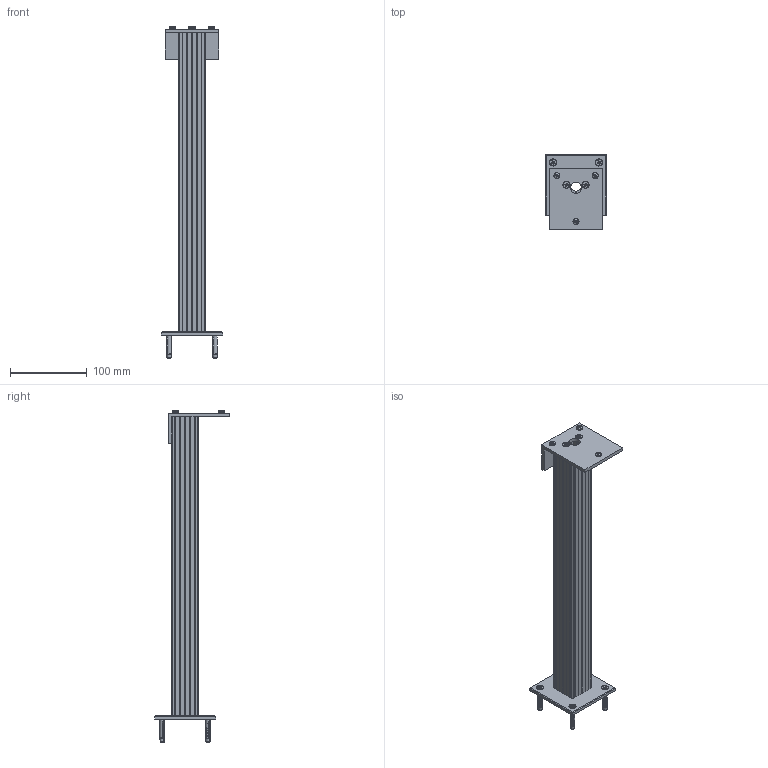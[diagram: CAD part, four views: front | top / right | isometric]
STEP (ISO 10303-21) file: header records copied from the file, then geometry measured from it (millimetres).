
FILE_DESCRIPTION (( 'STEP AP214' ), '1' );
FILE_NAME ('SMSP400.step', '2021-07-29T15:06:27', ( '' ), ( '' ), 'SwSTEP 2.0', 'SolidWorks 2020', '' );
FILE_SCHEMA (( 'AUTOMOTIVE_DESIGN' ));
Length unit declared in the file: millimetre
Products named in the file (16): DIN 7500 M - M4 x 12 - Z --- 12S-6; Tapping screw DIN 7982-ST4.2x32-C-H-S-2; Tapping screw DIN 7982-ST4.2x32-C-H-S-4; SMSP400; VI-CHEVILLE DIAM6-1; Tapping screw DIN 7982-ST4.2x32-C-H-S-1; Tapping screw DIN 7982-ST4.2x32-C-H-S-3; ISO 7045 - M4 x 5 - Z --- 5S-3; VI-SP-01001 SUPPORT EN L VENTOUSE R1-1; ISO 7045 - M4 x 5 - Z --- 5S-2; Group1; ISO 7045 - M4 x 5 - Z --- 5S-1; VI-CHEVILLE DIAM6-4; VI-CHEVILLE DIAM6-3; DIN 7500 M - M4 x 12 - Z --- 12S-5; VI-CHEVILLE DIAM6-2
Assembly tree (15 placements, depth 2):
  SMSP400
    Group1
    DIN 7500 M - M4 x 12 - Z --- 12S-6
    VI-SP-01001 SUPPORT EN L VENTOUSE R1-1
    DIN 7500 M - M4 x 12 - Z --- 12S-5
    Tapping screw DIN 7982-ST4.2x32-C-H-S-1
    ISO 7045 - M4 x 5 - Z --- 5S-2
    ISO 7045 - M4 x 5 - Z --- 5S-1
    VI-CHEVILLE DIAM6-2
    Tapping screw DIN 7982-ST4.2x32-C-H-S-2
    Tapping screw DIN 7982-ST4.2x32-C-H-S-4
    Tapping screw DIN 7982-ST4.2x32-C-H-S-3
    VI-CHEVILLE DIAM6-1
    VI-CHEVILLE DIAM6-3
    VI-CHEVILLE DIAM6-4
    ISO 7045 - M4 x 5 - Z --- 5S-3
Bounding box: 80 x 98 x 434.02 mm (x, y, z)
Volume: 238126.9 mm3; surface area: 168553.4 mm2
Topology: 15 solids, 15 shells, 1752 faces, 4701 edges, 2869 vertices
Faces by surface type: cone 768, cylinder 534, plane 404, bspline 24, torus 16, sphere 6
Entity records: 59091 total; most frequent: CARTESIAN_POINT 10648, DIRECTION 9997, ORIENTED_EDGE 9366, EDGE_CURVE 4683, AXIS2_PLACEMENT_3D 3872, VERTEX_POINT 2869, LINE 2253, VECTOR 2253
